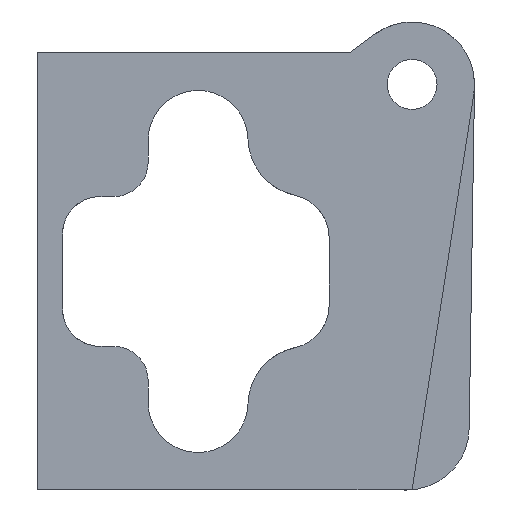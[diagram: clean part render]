
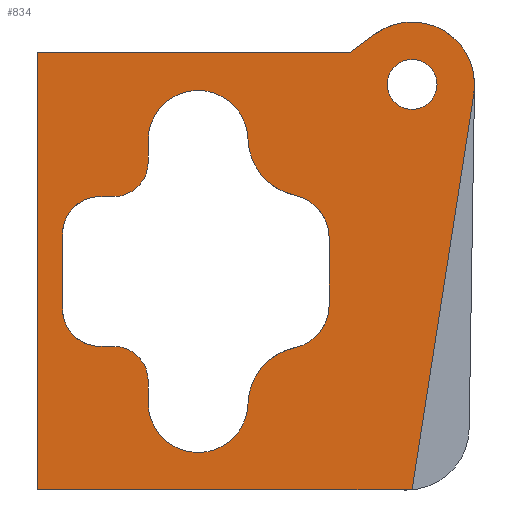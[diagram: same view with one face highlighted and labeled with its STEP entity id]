
A CAD part, front view. The second image highlights one B-rep face of the part: STEP entity #834.
In plain terms, the highlighted planar face has unit normal (0, -1, 0).
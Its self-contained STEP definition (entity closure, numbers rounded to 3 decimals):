
#26=FACE_BOUND('',#144,.T.);
#27=FACE_BOUND('',#145,.T.);
#34=CIRCLE('',#886,5.);
#40=CIRCLE('',#894,2.);
#41=CIRCLE('',#895,2.);
#42=CIRCLE('',#896,4.);
#43=CIRCLE('',#897,4.75);
#44=CIRCLE('',#898,3.5);
#45=CIRCLE('',#899,3.5);
#46=CIRCLE('',#900,4.75);
#47=CIRCLE('',#901,4.);
#48=CIRCLE('',#902,2.75);
#49=CIRCLE('',#903,3.);
#50=CIRCLE('',#904,3.);
#51=CIRCLE('',#905,2.75);
#102=FACE_OUTER_BOUND('',#143,.T.);
#143=EDGE_LOOP('',(#572,#573,#574,#575,#576,#577));
#144=EDGE_LOOP('',(#578,#579));
#145=EDGE_LOOP('',(#580,#581,#582,#583,#584,#585,#586,#587,#588,#589,#590,
#591,#592,#593,#594,#595));
#187=LINE('',#1217,#262);
#196=LINE('',#1238,#271);
#197=LINE('',#1249,#272);
#198=LINE('',#1251,#273);
#199=LINE('',#1252,#274);
#200=LINE('',#1265,#275);
#201=LINE('',#1273,#276);
#202=LINE('',#1277,#277);
#203=LINE('',#1281,#278);
#204=LINE('',#1285,#279);
#205=LINE('',#1288,#280);
#262=VECTOR('',#972,10.);
#271=VECTOR('',#989,10.);
#272=VECTOR('',#1000,10.);
#273=VECTOR('',#1001,10.);
#274=VECTOR('',#1002,10.);
#275=VECTOR('',#1013,10.);
#276=VECTOR('',#1020,10.);
#277=VECTOR('',#1023,10.);
#278=VECTOR('',#1026,10.);
#279=VECTOR('',#1029,10.);
#280=VECTOR('',#1032,10.);
#337=VERTEX_POINT('',#1215);
#338=VERTEX_POINT('',#1216);
#341=VERTEX_POINT('',#1224);
#346=VERTEX_POINT('',#1236);
#351=VERTEX_POINT('',#1248);
#352=VERTEX_POINT('',#1250);
#353=VERTEX_POINT('',#1253);
#354=VERTEX_POINT('',#1254);
#355=VERTEX_POINT('',#1257);
#356=VERTEX_POINT('',#1258);
#357=VERTEX_POINT('',#1260);
#358=VERTEX_POINT('',#1262);
#359=VERTEX_POINT('',#1264);
#360=VERTEX_POINT('',#1266);
#361=VERTEX_POINT('',#1268);
#362=VERTEX_POINT('',#1270);
#363=VERTEX_POINT('',#1272);
#364=VERTEX_POINT('',#1274);
#365=VERTEX_POINT('',#1276);
#366=VERTEX_POINT('',#1278);
#367=VERTEX_POINT('',#1280);
#368=VERTEX_POINT('',#1282);
#369=VERTEX_POINT('',#1284);
#370=VERTEX_POINT('',#1286);
#425=EDGE_CURVE('',#337,#338,#187,.T.);
#429=EDGE_CURVE('',#338,#341,#34,.T.);
#436=EDGE_CURVE('',#346,#337,#196,.T.);
#441=EDGE_CURVE('',#351,#346,#197,.T.);
#442=EDGE_CURVE('',#352,#351,#198,.T.);
#443=EDGE_CURVE('',#352,#341,#199,.T.);
#444=EDGE_CURVE('',#353,#354,#40,.T.);
#445=EDGE_CURVE('',#354,#353,#41,.T.);
#446=EDGE_CURVE('',#355,#356,#42,.T.);
#447=EDGE_CURVE('',#357,#355,#43,.T.);
#448=EDGE_CURVE('',#358,#357,#44,.T.);
#449=EDGE_CURVE('',#359,#358,#200,.T.);
#450=EDGE_CURVE('',#360,#359,#45,.T.);
#451=EDGE_CURVE('',#361,#360,#46,.T.);
#452=EDGE_CURVE('',#362,#361,#47,.T.);
#453=EDGE_CURVE('',#363,#362,#201,.T.);
#454=EDGE_CURVE('',#364,#363,#48,.T.);
#455=EDGE_CURVE('',#365,#364,#202,.T.);
#456=EDGE_CURVE('',#366,#365,#49,.T.);
#457=EDGE_CURVE('',#367,#366,#203,.T.);
#458=EDGE_CURVE('',#368,#367,#50,.T.);
#459=EDGE_CURVE('',#369,#368,#204,.T.);
#460=EDGE_CURVE('',#370,#369,#51,.T.);
#461=EDGE_CURVE('',#356,#370,#205,.T.);
#572=ORIENTED_EDGE('',*,*,#425,.F.);
#573=ORIENTED_EDGE('',*,*,#436,.F.);
#574=ORIENTED_EDGE('',*,*,#441,.F.);
#575=ORIENTED_EDGE('',*,*,#442,.F.);
#576=ORIENTED_EDGE('',*,*,#443,.T.);
#577=ORIENTED_EDGE('',*,*,#429,.F.);
#578=ORIENTED_EDGE('',*,*,#444,.F.);
#579=ORIENTED_EDGE('',*,*,#445,.F.);
#580=ORIENTED_EDGE('',*,*,#446,.F.);
#581=ORIENTED_EDGE('',*,*,#447,.F.);
#582=ORIENTED_EDGE('',*,*,#448,.F.);
#583=ORIENTED_EDGE('',*,*,#449,.F.);
#584=ORIENTED_EDGE('',*,*,#450,.F.);
#585=ORIENTED_EDGE('',*,*,#451,.F.);
#586=ORIENTED_EDGE('',*,*,#452,.F.);
#587=ORIENTED_EDGE('',*,*,#453,.F.);
#588=ORIENTED_EDGE('',*,*,#454,.F.);
#589=ORIENTED_EDGE('',*,*,#455,.F.);
#590=ORIENTED_EDGE('',*,*,#456,.F.);
#591=ORIENTED_EDGE('',*,*,#457,.F.);
#592=ORIENTED_EDGE('',*,*,#458,.F.);
#593=ORIENTED_EDGE('',*,*,#459,.F.);
#594=ORIENTED_EDGE('',*,*,#460,.F.);
#595=ORIENTED_EDGE('',*,*,#461,.F.);
#814=PLANE('',#893);
#834=ADVANCED_FACE('',(#102,#26,#27),#814,.T.);
#886=AXIS2_PLACEMENT_3D('',#1225,#978,#979);
#893=AXIS2_PLACEMENT_3D('',#1247,#998,#999);
#894=AXIS2_PLACEMENT_3D('',#1255,#1003,#1004);
#895=AXIS2_PLACEMENT_3D('',#1256,#1005,#1006);
#896=AXIS2_PLACEMENT_3D('',#1259,#1007,#1008);
#897=AXIS2_PLACEMENT_3D('',#1261,#1009,#1010);
#898=AXIS2_PLACEMENT_3D('',#1263,#1011,#1012);
#899=AXIS2_PLACEMENT_3D('',#1267,#1014,#1015);
#900=AXIS2_PLACEMENT_3D('',#1269,#1016,#1017);
#901=AXIS2_PLACEMENT_3D('',#1271,#1018,#1019);
#902=AXIS2_PLACEMENT_3D('',#1275,#1021,#1022);
#903=AXIS2_PLACEMENT_3D('',#1279,#1024,#1025);
#904=AXIS2_PLACEMENT_3D('',#1283,#1027,#1028);
#905=AXIS2_PLACEMENT_3D('',#1287,#1030,#1031);
#972=DIRECTION('',(0.803,0.,0.596));
#978=DIRECTION('center_axis',(0.,1.,0.));
#979=DIRECTION('ref_axis',(0.,0.,1.));
#989=DIRECTION('',(1.,0.,0.));
#998=DIRECTION('center_axis',(0.,-1.,0.));
#999=DIRECTION('ref_axis',(0.,0.,
-1.));
#1000=DIRECTION('',(0.,0.,1.));
#1001=DIRECTION('',(-1.,0.,0.));
#1002=DIRECTION('',(0.154,0.,0.988));
#1003=DIRECTION('center_axis',(0.,-1.,
0.));
#1004=DIRECTION('ref_axis',(0.,0.,1.));
#1005=DIRECTION('center_axis',(0.,-1.,
0.));
#1006=DIRECTION('ref_axis',(0.,0.,1.));
#1007=DIRECTION('center_axis',(0.,-1.,0.));
#1008=DIRECTION('ref_axis',(-0.707,0.,0.707));
#1009=DIRECTION('center_axis',(0.,1.,0.));
#1010=DIRECTION('ref_axis',(0.,0.,1.));
#1011=DIRECTION('center_axis',(0.,-1.,0.));
#1012=DIRECTION('ref_axis',(-1.,0.,0.));
#1013=DIRECTION('',(0.,0.,1.));
#1014=DIRECTION('center_axis',(0.,-1.,0.));
#1015=DIRECTION('ref_axis',(-1.,0.,0.));
#1016=DIRECTION('center_axis',(0.,1.,0.));
#1017=DIRECTION('ref_axis',(0.,0.,
-1.));
#1018=DIRECTION('center_axis',(0.,-1.,0.));
#1019=DIRECTION('ref_axis',(0.707,0.,-0.707));
#1020=DIRECTION('',(0.,0.,-1.));
#1021=DIRECTION('center_axis',(0.,1.,0.));
#1022=DIRECTION('ref_axis',(0.707,0.,0.707));
#1023=DIRECTION('',(1.,0.,0.));
#1024=DIRECTION('center_axis',(0.,-1.,0.));
#1025=DIRECTION('ref_axis',(0.,0.,-1.));
#1026=DIRECTION('',(0.,0.,-1.));
#1027=DIRECTION('center_axis',(0.,-1.,0.));
#1028=DIRECTION('ref_axis',(-1.,0.,0.));
#1029=DIRECTION('',(-1.,0.,0.));
#1030=DIRECTION('center_axis',(0.,1.,0.));
#1031=DIRECTION('ref_axis',(0.707,0.,-0.707));
#1032=DIRECTION('',(0.,0.,-1.));
#1215=CARTESIAN_POINT('',(-2621.902,2795.921,34.));
#1216=CARTESIAN_POINT('',(-2619.88,2795.921,35.499));
#1217=CARTESIAN_POINT('',(-2626.394,2795.921,30.67));
#1224=CARTESIAN_POINT('',(-2611.962,2795.921,30.713));
#1225=CARTESIAN_POINT('Origin',(-2616.902,2795.921,31.483));
#1236=CARTESIAN_POINT('',(-2646.902,2795.921,34.));
#1238=CARTESIAN_POINT('',(-2624.402,2795.921,34.));
#1247=CARTESIAN_POINT('Origin',(-2626.902,2795.921,17.741));
#1248=CARTESIAN_POINT('',(-2646.902,2795.921,-1.));
#1249=CARTESIAN_POINT('',(-2646.902,2795.921,25.871));
#1250=CARTESIAN_POINT('',(-2616.902,2795.921,-1.));
#1251=CARTESIAN_POINT('',(-2634.402,2795.921,-1.));
#1252=CARTESIAN_POINT('',(-2615.595,2795.921,7.388));
#1253=CARTESIAN_POINT('',(-2618.902,2795.921,31.483));
#1254=CARTESIAN_POINT('',(-2616.902,2795.921,29.483));
#1255=CARTESIAN_POINT('Origin',(-2616.902,2795.921,31.483));
#1256=CARTESIAN_POINT('Origin',(-2616.902,2795.921,31.483));
#1257=CARTESIAN_POINT('',(-2630.044,2795.921,27.114));
#1258=CARTESIAN_POINT('',(-2638.043,2795.921,27.));
#1259=CARTESIAN_POINT('Origin',(-2634.043,2795.921,27.));
#1260=CARTESIAN_POINT('',(-2626.302,2795.921,22.608));
#1261=CARTESIAN_POINT('Origin',(-2625.296,2795.921,27.25));
#1262=CARTESIAN_POINT('',(-2623.543,2795.921,19.187));
#1263=CARTESIAN_POINT('Origin',(-2627.043,2795.921,19.187));
#1264=CARTESIAN_POINT('',(-2623.543,2795.921,13.813));
#1265=CARTESIAN_POINT('',(-2623.543,2795.921,20.121));
#1266=CARTESIAN_POINT('',(-2626.302,2795.921,10.392));
#1267=CARTESIAN_POINT('Origin',(-2627.043,2795.921,13.813));
#1268=CARTESIAN_POINT('',(-2630.044,2795.921,5.886));
#1269=CARTESIAN_POINT('Origin',(-2625.296,2795.921,5.75));
#1270=CARTESIAN_POINT('',(-2638.043,2795.921,6.));
#1271=CARTESIAN_POINT('Origin',(-2634.043,2795.921,6.));
#1272=CARTESIAN_POINT('',(-2638.043,2795.921,7.75));
#1273=CARTESIAN_POINT('',(-2638.043,2795.921,24.371));
#1274=CARTESIAN_POINT('',(-2640.793,2795.921,10.5));
#1275=CARTESIAN_POINT('Origin',(-2640.793,2795.921,7.75));
#1276=CARTESIAN_POINT('',(-2641.902,2795.921,10.5));
#1277=CARTESIAN_POINT('',(-2634.402,2795.921,10.5));
#1278=CARTESIAN_POINT('',(-2644.902,2795.921,13.5));
#1279=CARTESIAN_POINT('Origin',(-2641.902,2795.921,13.5));
#1280=CARTESIAN_POINT('',(-2644.902,2795.921,19.5));
#1281=CARTESIAN_POINT('',(-2644.902,2795.921,18.621));
#1282=CARTESIAN_POINT('',(-2641.902,2795.921,22.5));
#1283=CARTESIAN_POINT('Origin',(-2641.902,2795.921,19.5));
#1284=CARTESIAN_POINT('',(-2640.793,2795.921,22.5));
#1285=CARTESIAN_POINT('',(-2632.472,2795.921,22.5));
#1286=CARTESIAN_POINT('',(-2638.043,2795.921,25.25));
#1287=CARTESIAN_POINT('Origin',(-2640.793,2795.921,25.25));
#1288=CARTESIAN_POINT('',(-2638.043,2795.921,24.371));
